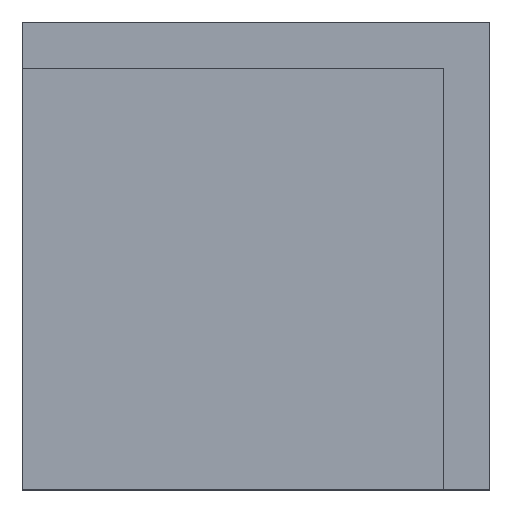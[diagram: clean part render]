
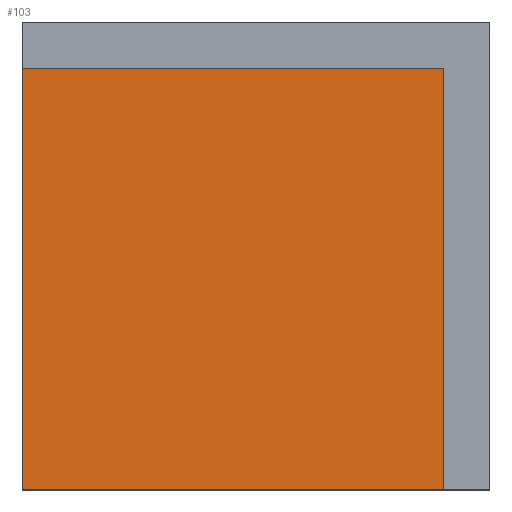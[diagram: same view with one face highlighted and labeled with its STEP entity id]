
A CAD part, top view. The second image highlights one B-rep face of the part: STEP entity #103.
In plain terms, the highlighted planar face has unit normal (0, 0, 1).
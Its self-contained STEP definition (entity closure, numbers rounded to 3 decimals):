
#103=ADVANCED_FACE('',(#121),#112,.T.);
#112=PLANE('',#259);
#121=FACE_OUTER_BOUND('',#130,.T.);
#130=EDGE_LOOP('',(#163,#164,#165,#166));
#163=ORIENTED_EDGE('',*,*,#197,.F.);
#164=ORIENTED_EDGE('',*,*,#207,.F.);
#165=ORIENTED_EDGE('',*,*,#208,.F.);
#166=ORIENTED_EDGE('',*,*,#200,.F.);
#182=VERTEX_POINT('',#320);
#183=VERTEX_POINT('',#322);
#185=VERTEX_POINT('',#328);
#188=VERTEX_POINT('',#342);
#197=EDGE_CURVE('',#182,#183,#218,.T.);
#200=EDGE_CURVE('',#183,#185,#221,.T.);
#207=EDGE_CURVE('',#188,#182,#228,.T.);
#208=EDGE_CURVE('',#185,#188,#229,.T.);
#218=LINE('',#321,#239);
#221=LINE('',#327,#242);
#228=LINE('',#341,#249);
#229=LINE('',#343,#250);
#239=VECTOR('',#274,1.);
#242=VECTOR('',#279,1.);
#249=VECTOR('',#294,1.);
#250=VECTOR('',#295,1.);
#259=AXIS2_PLACEMENT_3D('',#344,#296,#297);
#274=DIRECTION('',(-1.,0.,0.));
#279=DIRECTION('',(0.,1.,0.));
#294=DIRECTION('',(0.,-1.,0.));
#295=DIRECTION('',(1.,0.,0.));
#296=DIRECTION('',(0.,0.,1.));
#297=DIRECTION('',(1.,0.,0.));
#320=CARTESIAN_POINT('',(90.,0.,25.));
#321=CARTESIAN_POINT('',(45.,0.,25.));
#322=CARTESIAN_POINT('',(0.,0.,25.));
#327=CARTESIAN_POINT('',(0.,45.,25.));
#328=CARTESIAN_POINT('',(0.,90.,25.));
#341=CARTESIAN_POINT('',(90.,45.,25.));
#342=CARTESIAN_POINT('',(90.,90.,25.));
#343=CARTESIAN_POINT('',(45.,90.,25.));
#344=CARTESIAN_POINT('',(45.,45.,25.));
